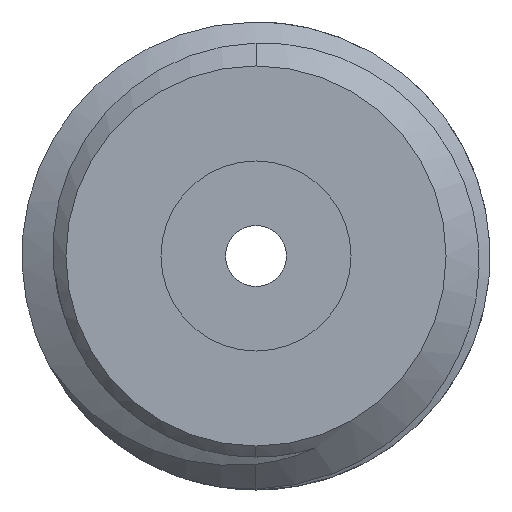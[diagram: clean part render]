
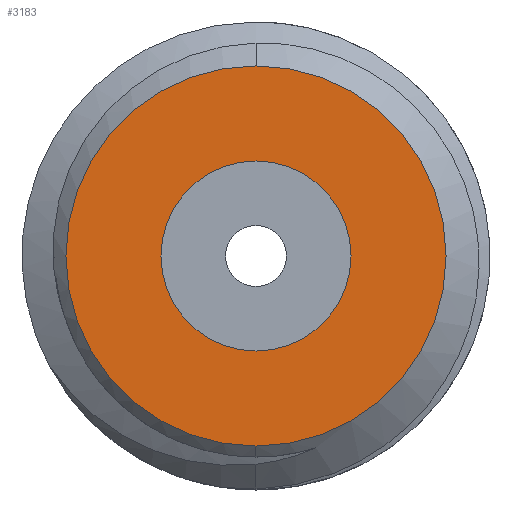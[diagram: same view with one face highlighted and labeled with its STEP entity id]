
A CAD part, front view. The second image highlights one B-rep face of the part: STEP entity #3183.
In plain terms, the highlighted face is planar.
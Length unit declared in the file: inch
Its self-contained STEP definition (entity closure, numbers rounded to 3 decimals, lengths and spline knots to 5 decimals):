
#154 = DIRECTION ( 'NONE',  ( 1., 0., 0. ) ) ;
#304 = VERTEX_POINT ( 'NONE', #1115 ) ;
#339 = CARTESIAN_POINT ( 'NONE',  ( 0., 0., -0.125 ) ) ;
#385 = VERTEX_POINT ( 'NONE', #339 ) ;
#447 = DIRECTION ( 'NONE',  ( -1., 0., 0. ) ) ;
#472 = DIRECTION ( 'NONE',  ( 0., 0., 1. ) ) ;
#633 = CARTESIAN_POINT ( 'NONE',  ( 0., 0., 0.125 ) ) ;
#656 = DIRECTION ( 'NONE',  ( 1., 0., 0. ) ) ;
#665 = AXIS2_PLACEMENT_3D ( 'NONE', #1079, #2918, #3444 ) ;
#700 = CIRCLE ( 'NONE', #1180, 0.0625 ) ;
#729 = EDGE_CURVE ( 'NONE', #2874, #304, #1877, .T. ) ;
#846 = EDGE_LOOP ( 'NONE', ( #3037, #3441 ) ) ;
#970 = EDGE_CURVE ( 'NONE', #1346, #385, #2859, .T. ) ;
#980 = DIRECTION ( 'NONE',  ( 0., 0., -1. ) ) ;
#1079 = CARTESIAN_POINT ( 'NONE',  ( 0., 0., 0. ) ) ;
#1115 = CARTESIAN_POINT ( 'NONE',  ( 0., 0., -0.0625 ) ) ;
#1180 = AXIS2_PLACEMENT_3D ( 'NONE', #2835, #2806, #980 ) ;
#1307 = EDGE_CURVE ( 'NONE', #385, #1346, #2319, .T. ) ;
#1346 = VERTEX_POINT ( 'NONE', #633 ) ;
#1455 = CARTESIAN_POINT ( 'NONE',  ( 0., 0., 0.0625 ) ) ;
#1497 = DIRECTION ( 'NONE',  ( 0., 0., -1. ) ) ;
#1622 = AXIS2_PLACEMENT_3D ( 'NONE', #3089, #154, #1497 ) ;
#1733 = AXIS2_PLACEMENT_3D ( 'NONE', #1982, #656, #3015 ) ;
#1807 = ORIENTED_EDGE ( 'NONE', *, *, #970, .F. ) ;
#1877 = CIRCLE ( 'NONE', #1622, 0.0625 ) ;
#1982 = CARTESIAN_POINT ( 'NONE',  ( 0., 0., 0. ) ) ;
#2030 = CARTESIAN_POINT ( 'NONE',  ( 0., 0.125, 0. ) ) ;
#2319 = CIRCLE ( 'NONE', #1733, 0.125 ) ;
#2598 = FACE_OUTER_BOUND ( 'NONE', #3125, .T. ) ;
#2719 = FACE_BOUND ( 'NONE', #846, .T. ) ;
#2777 = ORIENTED_EDGE ( 'NONE', *, *, #1307, .F. ) ;
#2806 = DIRECTION ( 'NONE',  ( 1., 0., 0. ) ) ;
#2832 = AXIS2_PLACEMENT_3D ( 'NONE', #2030, #447, #472 ) ;
#2835 = CARTESIAN_POINT ( 'NONE',  ( 0., 0., 0. ) ) ;
#2859 = CIRCLE ( 'NONE', #665, 0.125 ) ;
#2874 = VERTEX_POINT ( 'NONE', #1455 ) ;
#2918 = DIRECTION ( 'NONE',  ( 1., 0., 0. ) ) ;
#3015 = DIRECTION ( 'NONE',  ( 0., 0., -1. ) ) ;
#3037 = ORIENTED_EDGE ( 'NONE', *, *, #3144, .T. ) ;
#3089 = CARTESIAN_POINT ( 'NONE',  ( 0., 0., 0. ) ) ;
#3102 = PLANE ( 'NONE',  #2832 ) ;
#3125 = EDGE_LOOP ( 'NONE', ( #2777, #1807 ) ) ;
#3144 = EDGE_CURVE ( 'NONE', #304, #2874, #700, .T. ) ;
#3183 = ADVANCED_FACE ( 'NONE', ( #2719, #2598 ), #3102, .T. ) ;
#3441 = ORIENTED_EDGE ( 'NONE', *, *, #729, .T. ) ;
#3444 = DIRECTION ( 'NONE',  ( 0., 0., -1. ) ) ;
